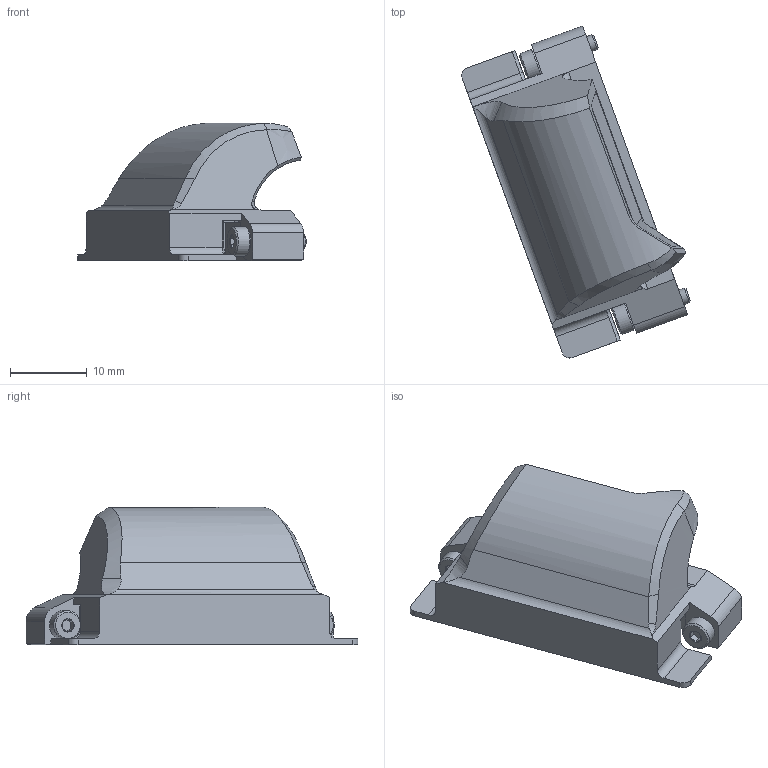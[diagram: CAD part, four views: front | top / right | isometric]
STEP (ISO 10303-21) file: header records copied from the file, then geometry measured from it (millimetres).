
FILE_DESCRIPTION(/* description */ (''),/* implementation_level */ '2;1');
FILE_NAME(/* name */ 'Beefy_xol_ducks.step',/* time_stamp */ '2024-01-18T12:57:00-05:00',/* author */ (''),/* organization */ (''),/* preprocessor_version */ 'ST-DEVELOPER v20',/* originating_system */ 'Autodesk Translation Framework v12.14.0.127',/* authorisation */ '');
FILE_SCHEMA (('AUTOMOTIVE_DESIGN { 1 0 10303 214 3 1 1 }'));
Length unit declared in the file: millimetre
Products named in the file (4): Beefy_Xol_ducks; Beefy Xol Ducks - Tri-Vane Asym Right; M2x8 SHCS v1; M2x8 SHCS v1 (1)
Assembly tree (3 placements, depth 2):
  Beefy_Xol_ducks
    Beefy Xol Ducks - Tri-Vane Asym Right
    M2x8 SHCS v1
    M2x8 SHCS v1 (1)
Bounding box: 29.69 x 43.12 x 17.83 mm (x, y, z)
Volume: 3017.8 mm3; surface area: 4923.1 mm2
Topology: 3 solids, 3 shells, 218 faces, 603 edges, 377 vertices
Faces by surface type: plane 146, cylinder 27, bspline 23, cone 22
Full cylindrical faces by diameter (mm): 2 x2, 2.1 x2, 3.8 x2
Entity records: 8401 total; most frequent: CARTESIAN_POINT 2892, ORIENTED_EDGE 1206, DIRECTION 1018, EDGE_CURVE 603, LINE 398, VECTOR 398, VERTEX_POINT 377, AXIS2_PLACEMENT_3D 310
